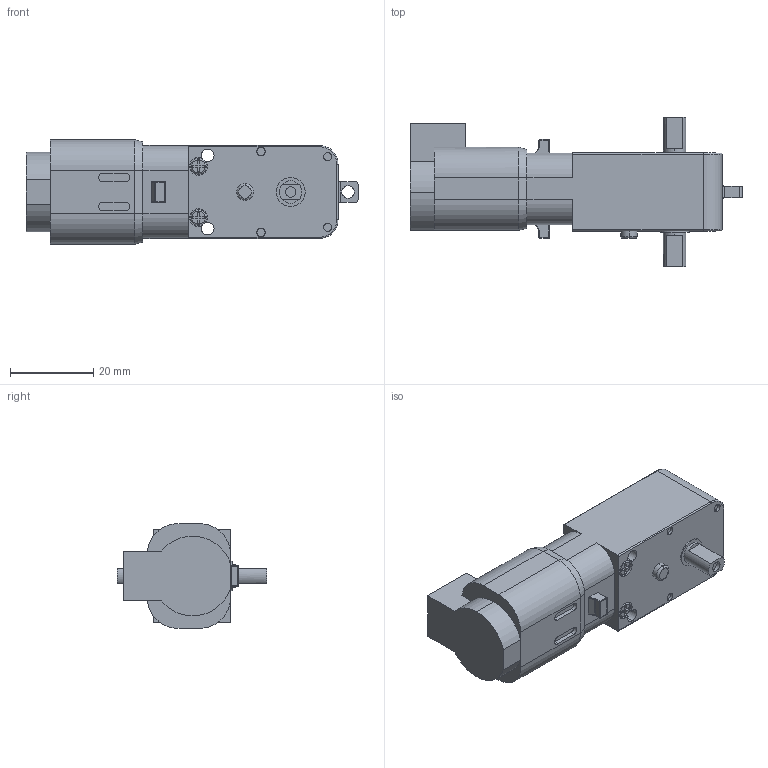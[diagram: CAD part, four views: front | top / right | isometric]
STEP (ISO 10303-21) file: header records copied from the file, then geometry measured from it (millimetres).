
FILE_DESCRIPTION (( 'STEP AP214' ), '1' );
FILE_NAME ('ROB-16413.STEP', '2021-09-02T06:22:42', ( '' ), ( '' ), 'SwSTEP 2.0', 'SolidWorks 2017', '' );
FILE_SCHEMA (( 'AUTOMOTIVE_DESIGN' ));
Length unit declared in the file: millimetre
Products named in the file (1): ROB-16413
Bounding box: 79.95 x 36.05 x 25.2 mm (x, y, z)
Volume: 31758.2 mm3; surface area: 8701.9 mm2
Topology: 12 solids, 12 shells, 302 faces, 713 edges, 450 vertices
Faces by surface type: plane 175, cylinder 101, torus 14, sphere 8, cone 4
Entity records: 8746 total; most frequent: DIRECTION 1535, CARTESIAN_POINT 1498, ORIENTED_EDGE 1410, EDGE_CURVE 705, AXIS2_PLACEMENT_3D 535, LINE 465, VECTOR 465, VERTEX_POINT 450
